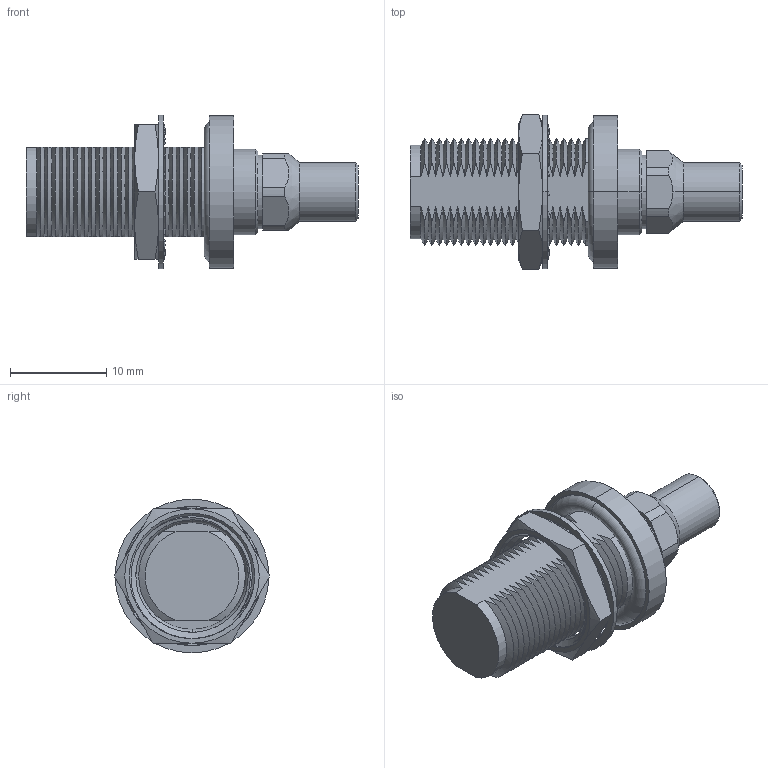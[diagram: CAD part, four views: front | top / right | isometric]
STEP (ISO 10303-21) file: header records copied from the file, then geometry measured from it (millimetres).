
FILE_DESCRIPTION (( 'STEP AP214' ), '1' );
FILE_NAME ('FMCN1469_3D.step', '2023-11-07T05:07:53', ( '' ), ( '' ), 'SwSTEP 2.0', 'SolidWorks 2022', '' );
FILE_SCHEMA (( 'AUTOMOTIVE_DESIGN' ));
Length unit declared in the file: inch
Products named in the file (6): FMCN1469-MA6; FMCN1469-MA1; FMCN1469-MA6_1_默认; FMCN1469-MA6_2_默认; FMCN1469_3D; FMCN1469-MA7
Assembly tree (24 placements, depth 3):
  FMCN1469_3D
    FMCN1469-MA1
    FMCN1469-MA6
      FMCN1469-MA6_1_默认
      FMCN1469-MA6_2_默认  x20
    FMCN1469-MA7
Bounding box: 34.54 x 16.17 x 16 mm (x, y, z)
Volume: 2728.4 mm3; surface area: 2689 mm2
Topology: 24 solids, 24 shells, 375 faces, 869 edges, 545 vertices
Faces by surface type: cone 112, plane 107, bspline 82, cylinder 70, torus 4
Entity records: 7287 total; most frequent: CARTESIAN_POINT 2474, ORIENTED_EDGE 978, DIRECTION 827, EDGE_CURVE 489, AXIS2_PLACEMENT_3D 380, VERTEX_POINT 317, B_SPLINE_CURVE_WITH_KNOTS 237, EDGE_LOOP 194
